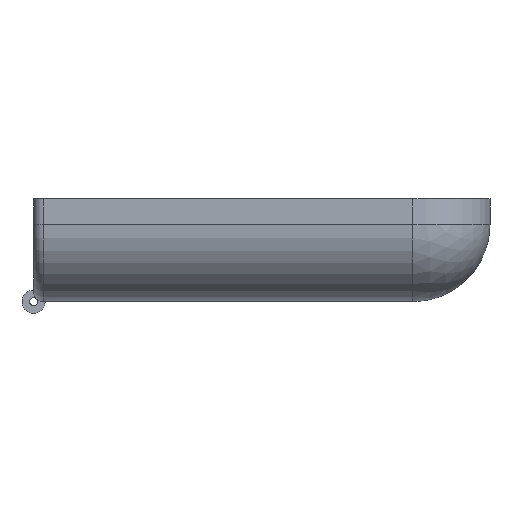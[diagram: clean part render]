
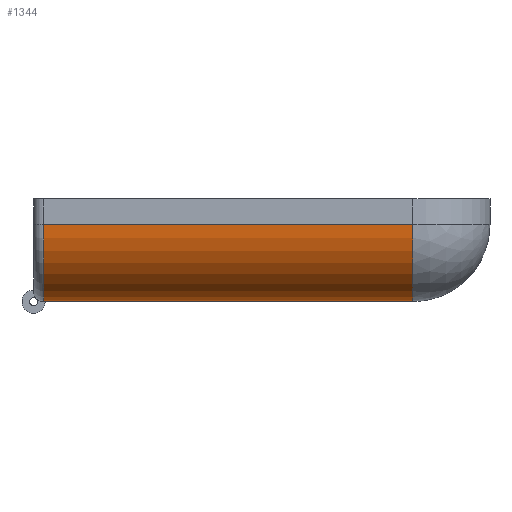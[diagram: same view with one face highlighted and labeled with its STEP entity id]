
A CAD part, left-side view. The second image highlights one B-rep face of the part: STEP entity #1344.
In plain terms, the highlighted cylindrical face has radius 60 mm (diameter 120 mm), a partial arc.
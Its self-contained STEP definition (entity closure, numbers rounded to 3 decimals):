
#54 = EDGE_LOOP ( 'NONE', ( #1111, #1135, #1136, #1112 ) ) ;
#243 = CARTESIAN_POINT ( 'NONE',  ( -157., 4., -330. ) ) ;
#250 = LINE ( 'NONE', #243, #870 ) ;
#253 = DIRECTION ( 'NONE',  ( 0., 1., 0. ) ) ;
#450 = DIRECTION ( 'NONE',  ( 0., -1., 0. ) ) ;
#482 = CARTESIAN_POINT ( 'NONE',  ( -157., 347., -270. ) ) ;
#483 = DIRECTION ( 'NONE',  ( 0., 0., -1. ) ) ;
#712 = AXIS2_PLACEMENT_3D ( 'NONE', #1854, #1853, #1857 ) ;
#799 = AXIS2_PLACEMENT_3D ( 'NONE', #1484, #1500, #1495 ) ;
#805 = CIRCLE ( 'NONE', #799, 60. ) ;
#857 = VECTOR ( 'NONE', #1572, 1000. ) ;
#863 = AXIS2_PLACEMENT_3D ( 'NONE', #482, #450, #483 ) ;
#870 = VECTOR ( 'NONE', #253, 1000. ) ;
#893 = CIRCLE ( 'NONE', #863, 60. ) ;
#958 = VERTEX_POINT ( 'NONE', #1751 ) ;
#992 = VERTEX_POINT ( 'NONE', #1795 ) ;
#1009 = VERTEX_POINT ( 'NONE', #1790 ) ;
#1016 = VERTEX_POINT ( 'NONE', #1774 ) ;
#1111 = ORIENTED_EDGE ( 'NONE', *, *, #1212, .F. ) ;
#1112 = ORIENTED_EDGE ( 'NONE', *, *, #1205, .T. ) ;
#1135 = ORIENTED_EDGE ( 'NONE', *, *, #1235, .T. ) ;
#1136 = ORIENTED_EDGE ( 'NONE', *, *, #1243, .F. ) ;
#1205 = EDGE_CURVE ( 'NONE', #1016, #958, #805, .T. ) ;
#1212 = EDGE_CURVE ( 'NONE', #1009, #958, #1503, .T. ) ;
#1235 = EDGE_CURVE ( 'NONE', #1009, #992, #893, .T. ) ;
#1243 = EDGE_CURVE ( 'NONE', #1016, #992, #250, .T. ) ;
#1344 = ADVANCED_FACE ( 'NONE', ( #1827 ), #1839, .T. ) ;
#1478 = CARTESIAN_POINT ( 'NONE',  ( -217., 4., -270. ) ) ;
#1484 = CARTESIAN_POINT ( 'NONE',  ( -157., 60., -270. ) ) ;
#1495 = DIRECTION ( 'NONE',  ( 0., 0., -1. ) ) ;
#1500 = DIRECTION ( 'NONE',  ( 0., 1., 0. ) ) ;
#1503 = LINE ( 'NONE', #1478, #857 ) ;
#1572 = DIRECTION ( 'NONE',  ( 0., -1., 0. ) ) ;
#1751 = CARTESIAN_POINT ( 'NONE',  ( -217., 60., -270. ) ) ;
#1774 = CARTESIAN_POINT ( 'NONE',  ( -157., 60., -330. ) ) ;
#1790 = CARTESIAN_POINT ( 'NONE',  ( -217., 347., -270. ) ) ;
#1795 = CARTESIAN_POINT ( 'NONE',  ( -157., 347., -330. ) ) ;
#1827 = FACE_OUTER_BOUND ( 'NONE', #54, .T. ) ;
#1839 = CYLINDRICAL_SURFACE ( 'NONE', #712, 60. ) ;
#1853 = DIRECTION ( 'NONE',  ( 0., -1., 0. ) ) ;
#1854 = CARTESIAN_POINT ( 'NONE',  ( -157., 4., -270. ) ) ;
#1857 = DIRECTION ( 'NONE',  ( 0., 0., -1. ) ) ;
